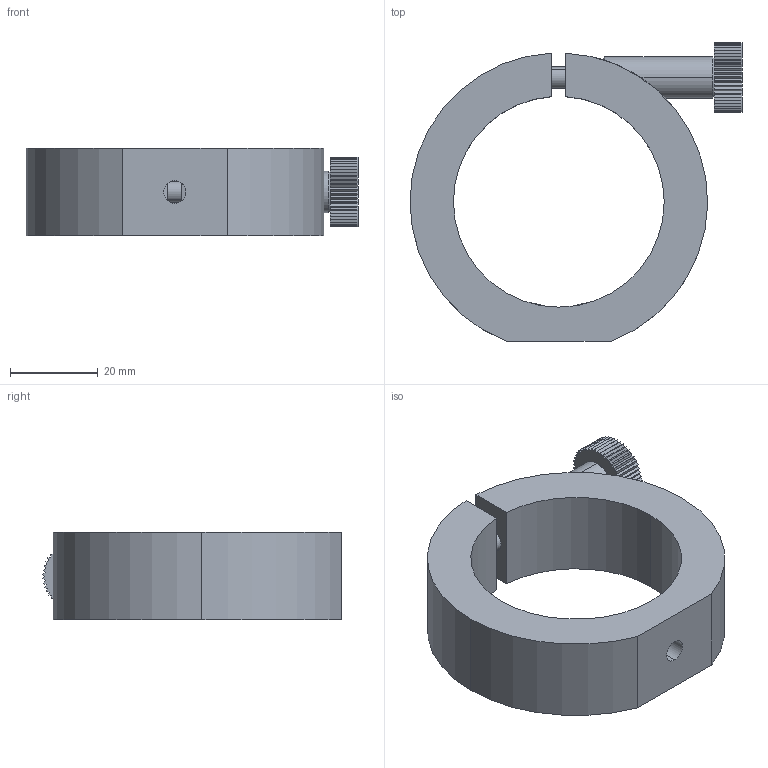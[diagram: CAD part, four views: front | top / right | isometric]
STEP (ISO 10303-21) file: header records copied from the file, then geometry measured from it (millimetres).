
FILE_DESCRIPTION (( 'STEP AP203' ), '1' );
FILE_NAME ('step_52304.step', '2013-06-10T23:12:26', ( '' ), ( '' ), 'SwSTEP 2.0', 'SolidWorks 2011', '' );
FILE_SCHEMA (( 'CONFIG_CONTROL_DESIGN' ));
Length unit declared in the file: millimetre
Products named in the file (1): step_52304
Bounding box: 75.85 x 68.18 x 19.95 mm (x, y, z)
Volume: 36891.2 mm3; surface area: 14623 mm2
Topology: 4 solids, 4 shells, 211 faces, 580 edges, 382 vertices
Faces by surface type: plane 122, cylinder 75, cone 14
Entity records: 6905 total; most frequent: CARTESIAN_POINT 1302, DIRECTION 1160, ORIENTED_EDGE 1160, EDGE_CURVE 580, VECTOR 416, LINE 416, VERTEX_POINT 382, AXIS2_PLACEMENT_3D 372
